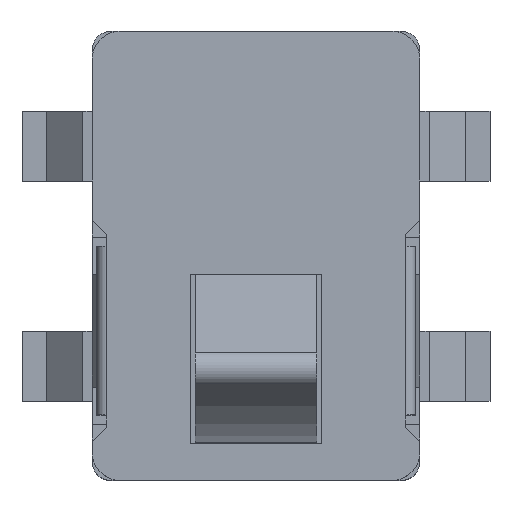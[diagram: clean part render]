
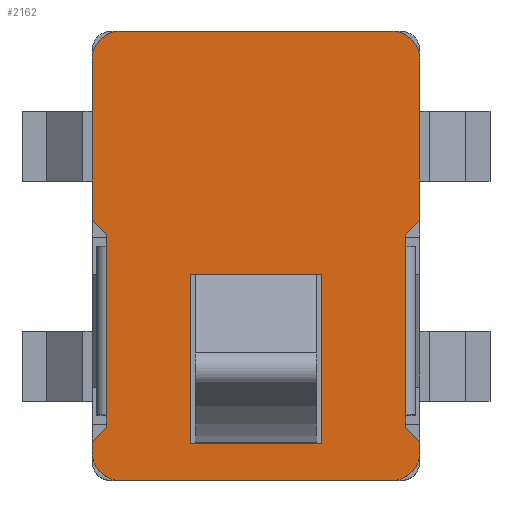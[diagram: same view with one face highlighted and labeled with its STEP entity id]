
A CAD part, top view. The second image highlights one B-rep face of the part: STEP entity #2162.
In plain terms, the highlighted planar face has unit normal (0, 0, 1).
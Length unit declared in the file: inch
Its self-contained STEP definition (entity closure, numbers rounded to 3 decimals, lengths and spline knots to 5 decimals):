
#1780=CARTESIAN_POINT('',(-0.06299,-0.06693,0.09055));
#1781=VERTEX_POINT('',#1780);
#1789=CARTESIAN_POINT('',(-0.06299,0.00394,0.09055));
#1790=VERTEX_POINT('',#1789);
#1791=CARTESIAN_POINT('',(-0.06299,-0.06693,0.09055));
#1792=DIRECTION('',(0.0,1.0,0.0));
#1793=VECTOR('',#1792,0.07087);
#1794=LINE('',#1791,#1793);
#1795=EDGE_CURVE('',#1781,#1790,#1794,.T.);
#1909=CARTESIAN_POINT('',(0.06299,0.00394,0.09055));
#1910=VERTEX_POINT('',#1909);
#1918=CARTESIAN_POINT('',(0.06299,-0.06693,0.09055));
#1919=VERTEX_POINT('',#1918);
#1920=CARTESIAN_POINT('',(0.06299,0.00394,0.09055));
#1921=DIRECTION('',(0.0,-1.0,0.0));
#1922=VECTOR('',#1921,0.07087);
#1923=LINE('',#1920,#1922);
#1924=EDGE_CURVE('',#1910,#1919,#1923,.T.);
#1975=CARTESIAN_POINT('',(-0.07579,0.10394,0.09055));
#1976=DIRECTION('',(0.0,0.0,1.0));
#1977=DIRECTION('',(1.0,0.0,0.0));
#1978=AXIS2_PLACEMENT_3D('',#1975,#1976,#1977);
#1979=PLANE('',#1978);
#1980=ORIENTED_EDGE('',*,*,#1795,.F.);
#1981=CARTESIAN_POINT('',(-0.06299,-0.07205,0.09055));
#1982=VERTEX_POINT('',#1981);
#1983=CARTESIAN_POINT('',(-0.06299,-0.06693,0.09055));
#1984=DIRECTION('',(0.0,-1.0,0.0));
#1985=VECTOR('',#1984,0.00512);
#1986=LINE('',#1983,#1985);
#1987=EDGE_CURVE('',#1781,#1982,#1986,.T.);
#1988=ORIENTED_EDGE('',*,*,#1987,.T.);
#1989=CARTESIAN_POINT('',(-0.0689,-0.07795,0.09055));
#1990=VERTEX_POINT('',#1989);
#1991=CARTESIAN_POINT('',(-0.06299,-0.07205,0.09055));
#1992=DIRECTION('',(-0.707,-0.707,0.0));
#1993=VECTOR('',#1992,0.00835);
#1994=LINE('',#1991,#1993);
#1995=EDGE_CURVE('',#1982,#1990,#1994,.T.);
#1996=ORIENTED_EDGE('',*,*,#1995,.T.);
#1997=CARTESIAN_POINT('',(-0.0689,-0.08268,0.09055));
#1998=VERTEX_POINT('',#1997);
#1999=CARTESIAN_POINT('',(-0.0689,-0.07795,0.09055));
#2000=DIRECTION('',(0.0,-1.0,0.0));
#2001=VECTOR('',#2000,0.00472);
#2002=LINE('',#1999,#2001);
#2003=EDGE_CURVE('',#1990,#1998,#2002,.T.);
#2004=ORIENTED_EDGE('',*,*,#2003,.T.);
#2005=CARTESIAN_POINT('',(-0.05709,-0.09449,0.09055));
#2006=VERTEX_POINT('',#2005);
#2007=CARTESIAN_POINT('',(-0.05709,-0.08268,0.09055));
#2008=DIRECTION('',(0.0,0.0,-1.0));
#2009=DIRECTION('',(-0.707,-0.707,0.0));
#2010=AXIS2_PLACEMENT_3D('',#2007,#2008,#2009);
#2011=CIRCLE('',#2010,0.01181);
#2012=EDGE_CURVE('',#2006,#1998,#2011,.T.);
#2013=ORIENTED_EDGE('',*,*,#2012,.F.);
#2014=CARTESIAN_POINT('',(0.05709,-0.09449,0.09055));
#2015=VERTEX_POINT('',#2014);
#2016=CARTESIAN_POINT('',(-0.05709,-0.09449,0.09055));
#2017=DIRECTION('',(1.0,0.0,0.0));
#2018=VECTOR('',#2017,0.11417);
#2019=LINE('',#2016,#2018);
#2020=EDGE_CURVE('',#2006,#2015,#2019,.T.);
#2021=ORIENTED_EDGE('',*,*,#2020,.T.);
#2022=CARTESIAN_POINT('',(0.0689,-0.08268,0.09055));
#2023=VERTEX_POINT('',#2022);
#2024=CARTESIAN_POINT('',(0.05709,-0.08268,0.09055));
#2025=DIRECTION('',(0.0,0.0,-1.0));
#2026=DIRECTION('',(0.707,-0.707,0.0));
#2027=AXIS2_PLACEMENT_3D('',#2024,#2025,#2026);
#2028=CIRCLE('',#2027,0.01181);
#2029=EDGE_CURVE('',#2023,#2015,#2028,.T.);
#2030=ORIENTED_EDGE('',*,*,#2029,.F.);
#2031=CARTESIAN_POINT('',(0.0689,-0.07795,0.09055));
#2032=VERTEX_POINT('',#2031);
#2033=CARTESIAN_POINT('',(0.0689,-0.08268,0.09055));
#2034=DIRECTION('',(0.0,1.0,0.0));
#2035=VECTOR('',#2034,0.00472);
#2036=LINE('',#2033,#2035);
#2037=EDGE_CURVE('',#2023,#2032,#2036,.T.);
#2038=ORIENTED_EDGE('',*,*,#2037,.T.);
#2039=CARTESIAN_POINT('',(0.06299,-0.07205,0.09055));
#2040=VERTEX_POINT('',#2039);
#2041=CARTESIAN_POINT('',(0.0689,-0.07795,0.09055));
#2042=DIRECTION('',(-0.707,0.707,0.0));
#2043=VECTOR('',#2042,0.00835);
#2044=LINE('',#2041,#2043);
#2045=EDGE_CURVE('',#2032,#2040,#2044,.T.);
#2046=ORIENTED_EDGE('',*,*,#2045,.T.);
#2047=CARTESIAN_POINT('',(0.06299,-0.07205,0.09055));
#2048=DIRECTION('',(0.0,1.0,0.0));
#2049=VECTOR('',#2048,0.00512);
#2050=LINE('',#2047,#2049);
#2051=EDGE_CURVE('',#2040,#1919,#2050,.T.);
#2052=ORIENTED_EDGE('',*,*,#2051,.T.);
#2053=ORIENTED_EDGE('',*,*,#1924,.F.);
#2054=CARTESIAN_POINT('',(0.06299,0.00906,0.09055));
#2055=VERTEX_POINT('',#2054);
#2056=CARTESIAN_POINT('',(0.06299,0.00394,0.09055));
#2057=DIRECTION('',(0.0,1.0,0.0));
#2058=VECTOR('',#2057,0.00512);
#2059=LINE('',#2056,#2058);
#2060=EDGE_CURVE('',#1910,#2055,#2059,.T.);
#2061=ORIENTED_EDGE('',*,*,#2060,.T.);
#2062=CARTESIAN_POINT('',(0.0689,0.01496,0.09055));
#2063=VERTEX_POINT('',#2062);
#2064=CARTESIAN_POINT('',(0.06299,0.00906,0.09055));
#2065=DIRECTION('',(0.707,0.707,0.0));
#2066=VECTOR('',#2065,0.00835);
#2067=LINE('',#2064,#2066);
#2068=EDGE_CURVE('',#2055,#2063,#2067,.T.);
#2069=ORIENTED_EDGE('',*,*,#2068,.T.);
#2070=CARTESIAN_POINT('',(0.0689,0.08268,0.09055));
#2071=VERTEX_POINT('',#2070);
#2072=CARTESIAN_POINT('',(0.0689,0.01496,0.09055));
#2073=DIRECTION('',(0.0,1.0,0.0));
#2074=VECTOR('',#2073,0.06772);
#2075=LINE('',#2072,#2074);
#2076=EDGE_CURVE('',#2063,#2071,#2075,.T.);
#2077=ORIENTED_EDGE('',*,*,#2076,.T.);
#2078=CARTESIAN_POINT('',(0.05709,0.09449,0.09055));
#2079=VERTEX_POINT('',#2078);
#2080=CARTESIAN_POINT('',(0.05709,0.08268,0.09055));
#2081=DIRECTION('',(0.0,0.0,-1.0));
#2082=DIRECTION('',(0.707,0.707,0.0));
#2083=AXIS2_PLACEMENT_3D('',#2080,#2081,#2082);
#2084=CIRCLE('',#2083,0.01181);
#2085=EDGE_CURVE('',#2079,#2071,#2084,.T.);
#2086=ORIENTED_EDGE('',*,*,#2085,.F.);
#2087=CARTESIAN_POINT('',(-0.05709,0.09449,0.09055));
#2088=VERTEX_POINT('',#2087);
#2089=CARTESIAN_POINT('',(0.05709,0.09449,0.09055));
#2090=DIRECTION('',(-1.0,0.0,0.0));
#2091=VECTOR('',#2090,0.11417);
#2092=LINE('',#2089,#2091);
#2093=EDGE_CURVE('',#2079,#2088,#2092,.T.);
#2094=ORIENTED_EDGE('',*,*,#2093,.T.);
#2095=CARTESIAN_POINT('',(-0.0689,0.08268,0.09055));
#2096=VERTEX_POINT('',#2095);
#2097=CARTESIAN_POINT('',(-0.05709,0.08268,0.09055));
#2098=DIRECTION('',(0.0,0.0,-1.0));
#2099=DIRECTION('',(-0.707,0.707,0.0));
#2100=AXIS2_PLACEMENT_3D('',#2097,#2098,#2099);
#2101=CIRCLE('',#2100,0.01181);
#2102=EDGE_CURVE('',#2096,#2088,#2101,.T.);
#2103=ORIENTED_EDGE('',*,*,#2102,.F.);
#2104=CARTESIAN_POINT('',(-0.0689,0.01496,0.09055));
#2105=VERTEX_POINT('',#2104);
#2106=CARTESIAN_POINT('',(-0.0689,0.08268,0.09055));
#2107=DIRECTION('',(0.0,-1.0,0.0));
#2108=VECTOR('',#2107,0.06772);
#2109=LINE('',#2106,#2108);
#2110=EDGE_CURVE('',#2096,#2105,#2109,.T.);
#2111=ORIENTED_EDGE('',*,*,#2110,.T.);
#2112=CARTESIAN_POINT('',(-0.06299,0.00906,0.09055));
#2113=VERTEX_POINT('',#2112);
#2114=CARTESIAN_POINT('',(-0.0689,0.01496,0.09055));
#2115=DIRECTION('',(0.707,-0.707,0.0));
#2116=VECTOR('',#2115,0.00835);
#2117=LINE('',#2114,#2116);
#2118=EDGE_CURVE('',#2105,#2113,#2117,.T.);
#2119=ORIENTED_EDGE('',*,*,#2118,.T.);
#2120=CARTESIAN_POINT('',(-0.06299,0.00906,0.09055));
#2121=DIRECTION('',(0.0,-1.0,0.0));
#2122=VECTOR('',#2121,0.00512);
#2123=LINE('',#2120,#2122);
#2124=EDGE_CURVE('',#2113,#1790,#2123,.T.);
#2125=ORIENTED_EDGE('',*,*,#2124,.T.);
#2126=EDGE_LOOP('',(#1980,#1988,#1996,#2004,#2013,#2021,#2030,#2038,#2046,#2052,#2053,#2061,#2069,#2077,#2086,#2094,#2103,#2111,#2119,#2125));
#2127=FACE_OUTER_BOUND('',#2126,.T.);
#2128=CARTESIAN_POINT('',(0.02756,-0.07874,0.09055));
#2129=VERTEX_POINT('',#2128);
#2130=CARTESIAN_POINT('',(-0.02756,-0.07874,0.09055));
#2131=VERTEX_POINT('',#2130);
#2132=CARTESIAN_POINT('',(0.02756,-0.07874,0.09055));
#2133=DIRECTION('',(-1.0,0.0,0.0));
#2134=VECTOR('',#2133,0.05512);
#2135=LINE('',#2132,#2134);
#2136=EDGE_CURVE('',#2129,#2131,#2135,.T.);
#2137=ORIENTED_EDGE('',*,*,#2136,.T.);
#2138=CARTESIAN_POINT('',(-0.02756,-0.00787,0.09055));
#2139=VERTEX_POINT('',#2138);
#2140=CARTESIAN_POINT('',(-0.02756,-0.07874,0.09055));
#2141=DIRECTION('',(0.0,1.0,0.0));
#2142=VECTOR('',#2141,0.07087);
#2143=LINE('',#2140,#2142);
#2144=EDGE_CURVE('',#2131,#2139,#2143,.T.);
#2145=ORIENTED_EDGE('',*,*,#2144,.T.);
#2146=CARTESIAN_POINT('',(0.02756,-0.00787,0.09055));
#2147=VERTEX_POINT('',#2146);
#2148=CARTESIAN_POINT('',(-0.02756,-0.00787,0.09055));
#2149=DIRECTION('',(1.0,0.0,0.0));
#2150=VECTOR('',#2149,0.05512);
#2151=LINE('',#2148,#2150);
#2152=EDGE_CURVE('',#2139,#2147,#2151,.T.);
#2153=ORIENTED_EDGE('',*,*,#2152,.T.);
#2154=CARTESIAN_POINT('',(0.02756,-0.00787,0.09055));
#2155=DIRECTION('',(0.0,-1.0,0.0));
#2156=VECTOR('',#2155,0.07087);
#2157=LINE('',#2154,#2156);
#2158=EDGE_CURVE('',#2147,#2129,#2157,.T.);
#2159=ORIENTED_EDGE('',*,*,#2158,.T.);
#2160=EDGE_LOOP('',(#2137,#2145,#2153,#2159));
#2161=FACE_BOUND('',#2160,.T.);
#2162=ADVANCED_FACE('',(#2127,#2161),#1979,.T.);
